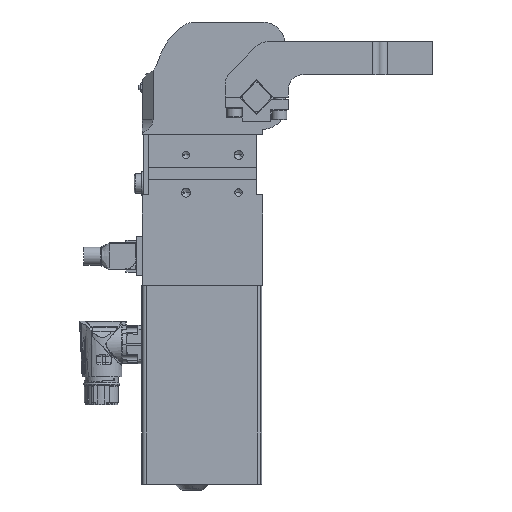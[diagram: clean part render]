
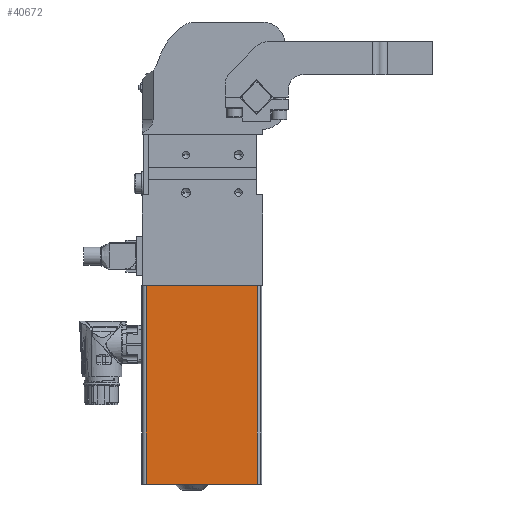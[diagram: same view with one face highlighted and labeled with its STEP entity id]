
A CAD part, front view. The second image highlights one B-rep face of the part: STEP entity #40672.
In plain terms, the highlighted planar face has unit normal (0, -1, 0).
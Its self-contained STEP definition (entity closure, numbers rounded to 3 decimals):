
#36445=CARTESIAN_POINT('Vertex',(-30.5,-25.,-138.5)) ;
#36448=CARTESIAN_POINT('Line Origine',(-30.5,-25.,-138.5)) ;
#36452=CARTESIAN_POINT('Vertex',(-30.5,-25.,-6.5)) ;
#36485=CARTESIAN_POINT('Vertex',(43.5,-25.,-6.5)) ;
#36488=CARTESIAN_POINT('Line Origine',(43.5,-25.,-138.5)) ;
#36492=CARTESIAN_POINT('Vertex',(43.5,-25.,-138.5)) ;
#40651=CARTESIAN_POINT('Axis2P3D Location',(46.5,-25.,-138.5)) ;
#40656=CARTESIAN_POINT('Line Origine',(6.5,-25.,-138.5)) ;
#40661=CARTESIAN_POINT('Line Origine',(6.5,-25.,-6.5)) ;
#36449=DIRECTION('Vector Direction',(0.,0.,1.)) ;
#36489=DIRECTION('Vector Direction',(0.,0.,1.)) ;
#40652=DIRECTION('Axis2P3D Direction',(0.,-1.,0.)) ;
#40653=DIRECTION('Axis2P3D XDirection',(0.,0.,-1.)) ;
#40657=DIRECTION('Vector Direction',(1.,0.,0.)) ;
#40662=DIRECTION('Vector Direction',(-1.,0.,0.)) ;
#40654=AXIS2_PLACEMENT_3D('Plane Axis2P3D',#40651,#40652,#40653) ;
#40667=ORIENTED_EDGE('',*,*,#36454,.F.) ;
#40668=ORIENTED_EDGE('',*,*,#40660,.F.) ;
#40669=ORIENTED_EDGE('',*,*,#36494,.F.) ;
#40670=ORIENTED_EDGE('',*,*,#40665,.F.) ;
#36450=VECTOR('Line Direction',#36449,1.) ;
#36490=VECTOR('Line Direction',#36489,1.) ;
#40658=VECTOR('Line Direction',#40657,1.) ;
#40663=VECTOR('Line Direction',#40662,1.) ;
#40672=ADVANCED_FACE('Antrieb',(#40671),#40655,.T.) ;
#36454=EDGE_CURVE('',#36446,#36453,#36451,.T.) ;
#36494=EDGE_CURVE('',#36486,#36493,#36491,.F.) ;
#40660=EDGE_CURVE('',#36493,#36446,#40659,.F.) ;
#40665=EDGE_CURVE('',#36453,#36486,#40664,.F.) ;
#40666=EDGE_LOOP('',(#40667,#40668,#40669,#40670)) ;
#40671=FACE_OUTER_BOUND('',#40666,.T.) ;
#36451=LINE('Line',#36448,#36450) ;
#36491=LINE('Line',#36488,#36490) ;
#40659=LINE('Line',#40656,#40658) ;
#40664=LINE('Line',#40661,#40663) ;
#40655=PLANE('',#40654) ;
#36446=VERTEX_POINT('',#36445) ;
#36453=VERTEX_POINT('',#36452) ;
#36486=VERTEX_POINT('',#36485) ;
#36493=VERTEX_POINT('',#36492) ;
